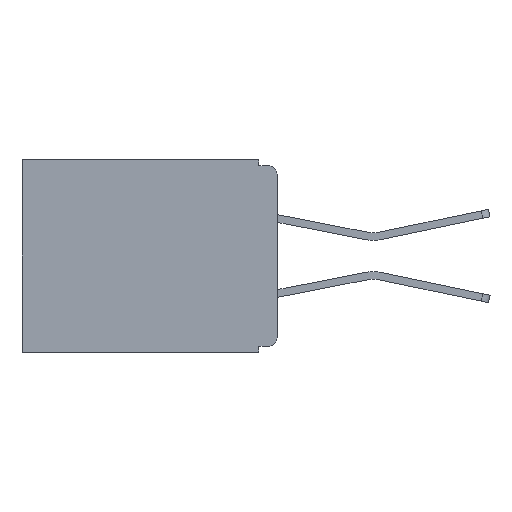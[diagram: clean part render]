
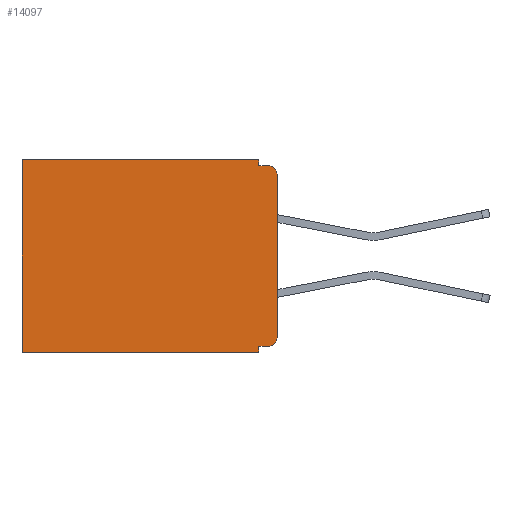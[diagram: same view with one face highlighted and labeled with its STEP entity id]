
A CAD part, left-side view. The second image highlights one B-rep face of the part: STEP entity #14097.
In plain terms, the highlighted planar face has unit normal (-1, 0, 0).
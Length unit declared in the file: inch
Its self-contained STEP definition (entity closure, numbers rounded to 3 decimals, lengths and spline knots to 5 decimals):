
#372 = DIRECTION ( 'NONE',  ( -1., 0., 0. ) ) ;
#1013 = DIRECTION ( 'NONE',  ( 0., -1., 0. ) ) ;
#1520 = CARTESIAN_POINT ( 'NONE',  ( 0.3, 0.031, 0. ) ) ;
#1795 = LINE ( 'NONE', #2571, #15893 ) ;
#2346 = LINE ( 'NONE', #15726, #17838 ) ;
#2528 = ORIENTED_EDGE ( 'NONE', *, *, #15641, .F. ) ;
#2571 = CARTESIAN_POINT ( 'NONE',  ( 0.3, 0., -0.01 ) ) ;
#2770 = ORIENTED_EDGE ( 'NONE', *, *, #3198, .T. ) ;
#2829 = PLANE ( 'NONE',  #5589 ) ;
#3095 = VERTEX_POINT ( 'NONE', #9076 ) ;
#3198 = EDGE_CURVE ( 'NONE', #15663, #13942, #3554, .T. ) ;
#3269 = CARTESIAN_POINT ( 'NONE',  ( 0.3, 0., -0.32 ) ) ;
#3288 = DIRECTION ( 'NONE',  ( 0., 1., 0. ) ) ;
#3554 = LINE ( 'NONE', #6001, #15080 ) ;
#4257 = VERTEX_POINT ( 'NONE', #4629 ) ;
#4401 = CARTESIAN_POINT ( 'NONE',  ( 0.3, 0., 0. ) ) ;
#4604 = LINE ( 'NONE', #4401, #17034 ) ;
#4629 = CARTESIAN_POINT ( 'NONE',  ( 0.3, 0., -0.025 ) ) ;
#4636 = EDGE_CURVE ( 'NONE', #4257, #13364, #2346, .T. ) ;
#4844 = EDGE_CURVE ( 'NONE', #5578, #13942, #14556, .T. ) ;
#5144 = VERTEX_POINT ( 'NONE', #19257 ) ;
#5513 = CARTESIAN_POINT ( 'NONE',  ( 0.3, 0.437, -0.33 ) ) ;
#5578 = VERTEX_POINT ( 'NONE', #12195 ) ;
#5589 = AXIS2_PLACEMENT_3D ( 'NONE', #17837, #8868, #19298 ) ;
#5664 = CARTESIAN_POINT ( 'NONE',  ( 0.3, 0.015, -0.305 ) ) ;
#5668 = CARTESIAN_POINT ( 'NONE',  ( 0.3, 0., -0.305 ) ) ;
#5734 = CIRCLE ( 'NONE', #8424, 0.015 ) ;
#6001 = CARTESIAN_POINT ( 'NONE',  ( 0.3, 0.437, -0.33 ) ) ;
#6029 = VERTEX_POINT ( 'NONE', #18274 ) ;
#6552 = VECTOR ( 'NONE', #9324, 39.37008 ) ;
#7120 = EDGE_CURVE ( 'NONE', #5144, #15663, #4604, .T. ) ;
#7171 = DIRECTION ( 'NONE',  ( 0., 0., -1. ) ) ;
#7572 = CARTESIAN_POINT ( 'NONE',  ( 0.3, 0.031, -0.01 ) ) ;
#7940 = ORIENTED_EDGE ( 'NONE', *, *, #4636, .F. ) ;
#8424 = AXIS2_PLACEMENT_3D ( 'NONE', #5664, #16159, #7171 ) ;
#8513 = CARTESIAN_POINT ( 'NONE',  ( 0.3, 0., -0.33 ) ) ;
#8807 = EDGE_CURVE ( 'NONE', #4257, #16690, #16966, .T. ) ;
#8868 = DIRECTION ( 'NONE',  ( 1., 0., 0. ) ) ;
#8877 = LINE ( 'NONE', #16276, #12360 ) ;
#9076 = CARTESIAN_POINT ( 'NONE',  ( 0.3, 0.015, -0.32 ) ) ;
#9312 = VECTOR ( 'NONE', #15152, 39.37008 ) ;
#9324 = DIRECTION ( 'NONE',  ( 0., 1., 0. ) ) ;
#9428 = CARTESIAN_POINT ( 'NONE',  ( 0.3, 0.015, -0.025 ) ) ;
#9751 = LINE ( 'NONE', #1520, #9312 ) ;
#9800 = ORIENTED_EDGE ( 'NONE', *, *, #17813, .F. ) ;
#9909 = EDGE_CURVE ( 'NONE', #5144, #10985, #9751, .T. ) ;
#10393 = AXIS2_PLACEMENT_3D ( 'NONE', #9428, #372, #10882 ) ;
#10527 = VECTOR ( 'NONE', #3288, 39.37008 ) ;
#10804 = EDGE_CURVE ( 'NONE', #3095, #13364, #5734, .T. ) ;
#10882 = DIRECTION ( 'NONE',  ( 0., 0., -1. ) ) ;
#10985 = VERTEX_POINT ( 'NONE', #7572 ) ;
#12119 = ORIENTED_EDGE ( 'NONE', *, *, #9909, .F. ) ;
#12195 = CARTESIAN_POINT ( 'NONE',  ( 0.3, 0.031, -0.33 ) ) ;
#12360 = VECTOR ( 'NONE', #17763, 39.37008 ) ;
#12619 = ORIENTED_EDGE ( 'NONE', *, *, #7120, .T. ) ;
#13324 = ORIENTED_EDGE ( 'NONE', *, *, #14463, .F. ) ;
#13364 = VERTEX_POINT ( 'NONE', #5668 ) ;
#13580 = ORIENTED_EDGE ( 'NONE', *, *, #8807, .T. ) ;
#13734 = EDGE_LOOP ( 'NONE', ( #7940, #13580, #2528, #12119, #12619, #2770, #15228, #13324, #9800, #14325 ) ) ;
#13942 = VERTEX_POINT ( 'NONE', #5513 ) ;
#14097 = ADVANCED_FACE ( 'NONE', ( #14990 ), #2829, .F. ) ;
#14226 = DIRECTION ( 'NONE',  ( 0., 0., -1. ) ) ;
#14325 = ORIENTED_EDGE ( 'NONE', *, *, #10804, .T. ) ;
#14463 = EDGE_CURVE ( 'NONE', #6029, #5578, #8877, .T. ) ;
#14548 = LINE ( 'NONE', #3269, #6552 ) ;
#14556 = LINE ( 'NONE', #8513, #10527 ) ;
#14900 = DIRECTION ( 'NONE',  ( 0., 1., 0. ) ) ;
#14990 = FACE_OUTER_BOUND ( 'NONE', #13734, .T. ) ;
#15080 = VECTOR ( 'NONE', #14226, 39.37008 ) ;
#15152 = DIRECTION ( 'NONE',  ( 0., 0., -1. ) ) ;
#15228 = ORIENTED_EDGE ( 'NONE', *, *, #4844, .F. ) ;
#15641 = EDGE_CURVE ( 'NONE', #10985, #16690, #1795, .T. ) ;
#15663 = VERTEX_POINT ( 'NONE', #19062 ) ;
#15726 = CARTESIAN_POINT ( 'NONE',  ( 0.3, 0., -0.33 ) ) ;
#15893 = VECTOR ( 'NONE', #1013, 39.37008 ) ;
#16159 = DIRECTION ( 'NONE',  ( -1., 0., 0. ) ) ;
#16276 = CARTESIAN_POINT ( 'NONE',  ( 0.3, 0.031, -0.33 ) ) ;
#16690 = VERTEX_POINT ( 'NONE', #18782 ) ;
#16966 = CIRCLE ( 'NONE', #10393, 0.015 ) ;
#17034 = VECTOR ( 'NONE', #14900, 39.37008 ) ;
#17763 = DIRECTION ( 'NONE',  ( 0., 0., -1. ) ) ;
#17813 = EDGE_CURVE ( 'NONE', #3095, #6029, #14548, .T. ) ;
#17837 = CARTESIAN_POINT ( 'NONE',  ( 0.3, 0., -0.33 ) ) ;
#17838 = VECTOR ( 'NONE', #17979, 39.37008 ) ;
#17979 = DIRECTION ( 'NONE',  ( 0., 0., -1. ) ) ;
#18274 = CARTESIAN_POINT ( 'NONE',  ( 0.3, 0.031, -0.32 ) ) ;
#18782 = CARTESIAN_POINT ( 'NONE',  ( 0.3, 0.015, -0.01 ) ) ;
#19062 = CARTESIAN_POINT ( 'NONE',  ( 0.3, 0.437, 0. ) ) ;
#19257 = CARTESIAN_POINT ( 'NONE',  ( 0.3, 0.031, 0. ) ) ;
#19298 = DIRECTION ( 'NONE',  ( 0., 0., -1. ) ) ;
